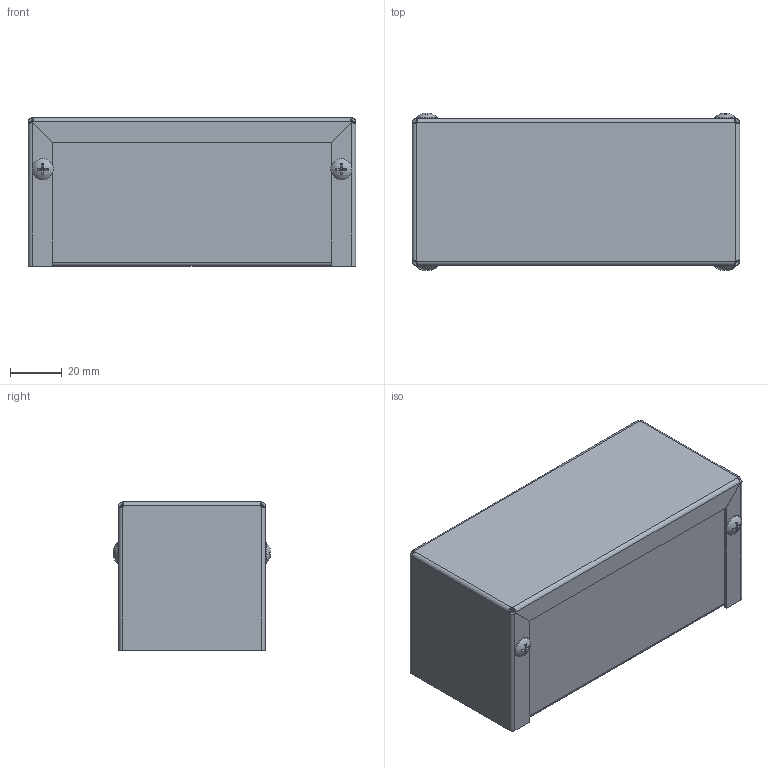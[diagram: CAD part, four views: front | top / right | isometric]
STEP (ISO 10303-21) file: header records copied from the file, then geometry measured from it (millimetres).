
FILE_DESCRIPTION((''),'2;1');
FILE_NAME('1411K.iam.stp','2013-07-22T08:40:22',(''),(''),'Autodesk Inventor 2013','Autodesk Inventor 2013','');
FILE_SCHEMA(('AUTOMOTIVE_DESIGN { 1 0 10303 214 1 1 1 1 }'));
Products named in the file (4): 1411K; 1411K - Bottom; 1411K - Cover; Cross Recessed Truss Head Tapping Screw - Type F - Type II No. 6 - 32 - 1/4
Assembly tree (6 placements, depth 2):
  1411K
    1411K - Bottom
    1411K - Cover
    Cross Recessed Truss Head Tapping Screw - Type F - Type II No. 6 - 32 - 1/4  x4
Bounding box: 126.64 x 61.08 x 57.35 mm (x, y, z)
Volume: 38308.4 mm3; surface area: 76671.1 mm2
Topology: 6 solids, 6 shells, 208 faces, 544 edges, 352 vertices
Faces by surface type: plane 84, cylinder 52, cone 40, torus 16, bspline 12, sphere 4
Full cylindrical faces by diameter (mm): 2.692 x4, 3.505 x4, 4.763 x4, 8.153 x4
Entity records: 4743 total; most frequent: CARTESIAN_POINT 1555, ORIENTED_EDGE 642, DIRECTION 612, EDGE_CURVE 321, AXIS2_PLACEMENT_3D 214, VERTEX_POINT 213, VECTOR 184, LINE 184
